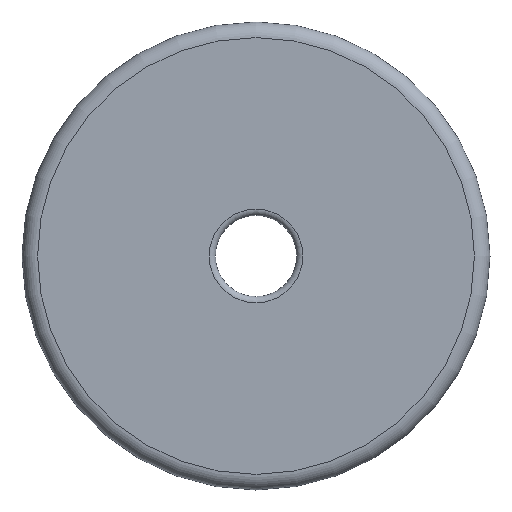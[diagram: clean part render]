
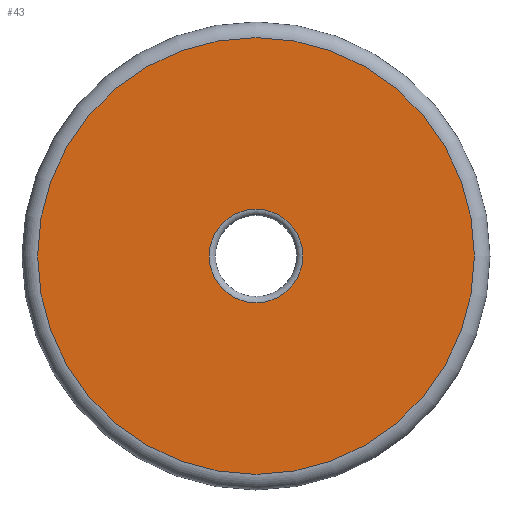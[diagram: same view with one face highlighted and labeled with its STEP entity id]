
A CAD part, front view. The second image highlights one B-rep face of the part: STEP entity #43.
In plain terms, the highlighted planar face has unit normal (0, -1, 0).
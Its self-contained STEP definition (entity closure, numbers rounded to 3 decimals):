
#37=PLANE('',#136);
#43=ADVANCED_FACE('',(#60,#61),#37,.T.);
#60=FACE_BOUND('',#76,.T.);
#61=FACE_BOUND('',#77,.T.);
#76=EDGE_LOOP('',(#92));
#77=EDGE_LOOP('',(#93));
#92=ORIENTED_EDGE('',*,*,#110,.T.);
#93=ORIENTED_EDGE('',*,*,#107,.F.);
#99=VERTEX_POINT('',#177);
#102=VERTEX_POINT('',#185);
#107=EDGE_CURVE('',#99,#99,#115,.T.);
#110=EDGE_CURVE('',#102,#102,#118,.T.);
#115=CIRCLE('',#124,3.);
#118=CIRCLE('',#129,14.);
#124=AXIS2_PLACEMENT_3D('',#176,#143,#144);
#129=AXIS2_PLACEMENT_3D('',#184,#153,#154);
#136=AXIS2_PLACEMENT_3D('',#195,#167,#168);
#143=DIRECTION('',(0.,-1.,0.));
#144=DIRECTION('',(1.,0.,0.));
#153=DIRECTION('',(0.,-1.,0.));
#154=DIRECTION('',(1.,0.,0.));
#167=DIRECTION('',(0.,-1.,0.));
#168=DIRECTION('',(1.,0.,0.));
#176=CARTESIAN_POINT('',(0.,-1.5,1.5));
#177=CARTESIAN_POINT('',(3.,-1.5,1.5));
#184=CARTESIAN_POINT('',(0.,-1.5,1.5));
#185=CARTESIAN_POINT('',(14.,-1.5,1.5));
#195=CARTESIAN_POINT('',(0.,-1.5,1.5));
